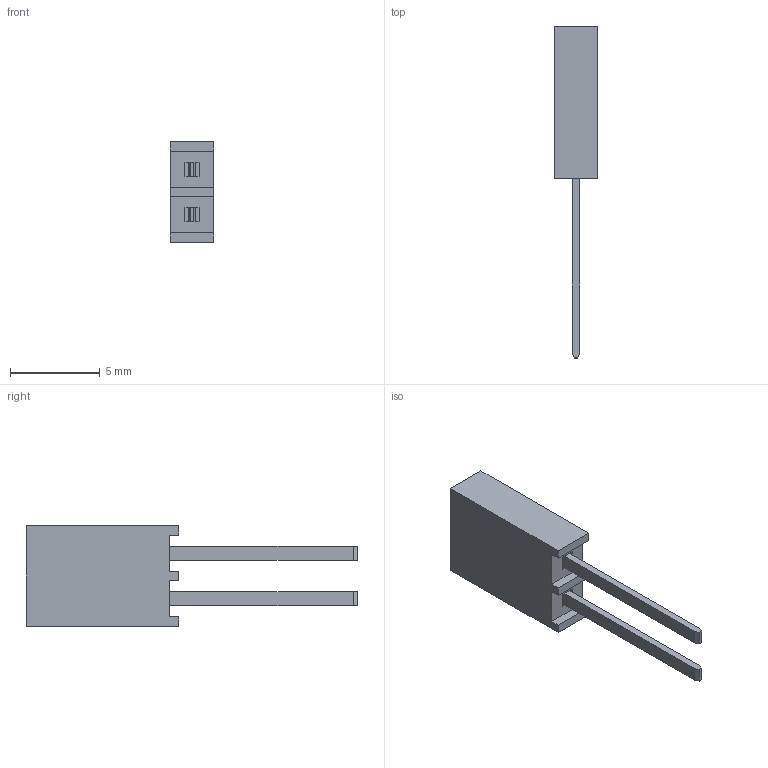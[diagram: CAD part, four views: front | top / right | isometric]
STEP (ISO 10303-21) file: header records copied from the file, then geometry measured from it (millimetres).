
FILE_DESCRIPTION (( 'STEP AP214' ), '1' );
FILE_NAME ('Samtec-SSW-102-03-T-S.STEP', '2016-01-14T08:01:26', ( '' ), ( '' ), 'SwSTEP 2.0', 'SolidWorks 2015', '' );
FILE_SCHEMA (( 'AUTOMOTIVE_DESIGN' ));
Length unit declared in the file: inch
Products named in the file (1): Samtec-SSW-102-03-T-S
Bounding box: 2.41 x 18.52 x 5.59 mm (x, y, z)
Volume: 106.5 mm3; surface area: 263 mm2
Topology: 1 solids, 1 shells, 62 faces, 152 edges, 96 vertices
Faces by surface type: plane 62
Entity records: 2354 total; most frequent: CARTESIAN_POINT 311, ORIENTED_EDGE 304, DIRECTION 278, VECTOR 152, EDGE_CURVE 152, LINE 152, VERTEX_POINT 96, EDGE_LOOP 66
